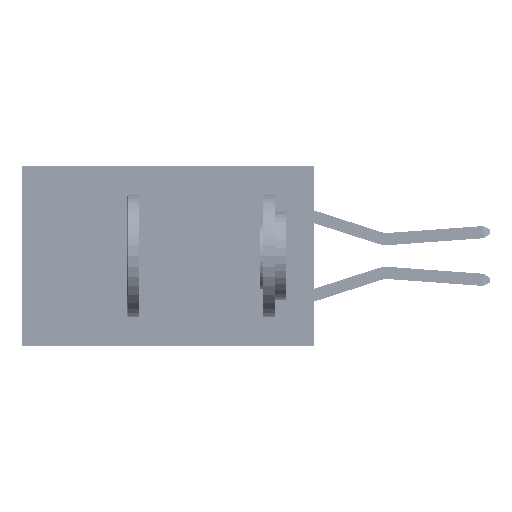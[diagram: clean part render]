
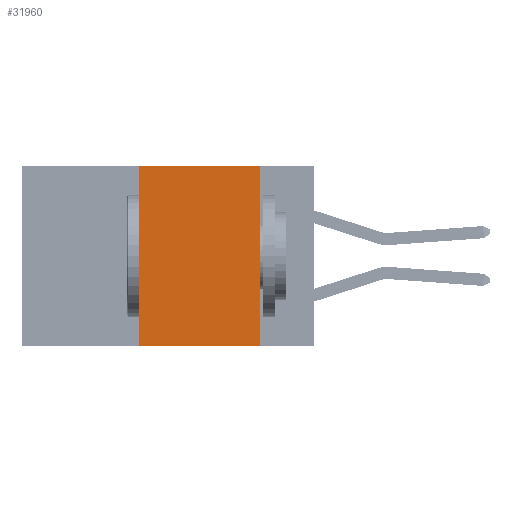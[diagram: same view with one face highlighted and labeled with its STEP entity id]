
A CAD part, left-side view. The second image highlights one B-rep face of the part: STEP entity #31960.
In plain terms, the highlighted planar face has unit normal (-1, 0, 0).
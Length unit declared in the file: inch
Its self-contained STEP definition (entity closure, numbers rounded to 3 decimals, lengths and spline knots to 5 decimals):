
#282 = ORIENTED_EDGE ( 'NONE', *, *, #7350, .F. ) ;
#1069 = FACE_OUTER_BOUND ( 'NONE', #37881, .T. ) ;
#2463 = DIRECTION ( 'NONE',  ( 0., -1., 0. ) ) ;
#3594 = DIRECTION ( 'NONE',  ( 0., 0., -1. ) ) ;
#4860 = LINE ( 'NONE', #47322, #44259 ) ;
#5006 = CARTESIAN_POINT ( 'NONE',  ( 0., 0.11, -0.37 ) ) ;
#7178 = VECTOR ( 'NONE', #24710, 39.37008 ) ;
#7306 = CARTESIAN_POINT ( 'NONE',  ( 0., 0.6, 0. ) ) ;
#7350 = EDGE_CURVE ( 'NONE', #15881, #45316, #17357, .T. ) ;
#15564 = LINE ( 'NONE', #48293, #25694 ) ;
#15881 = VERTEX_POINT ( 'NONE', #46930 ) ;
#17086 = DIRECTION ( 'NONE',  ( 0., 0., -1. ) ) ;
#17357 = LINE ( 'NONE', #47278, #7178 ) ;
#17918 = CARTESIAN_POINT ( 'NONE',  ( 0., 0.6, 0. ) ) ;
#18866 = PLANE ( 'NONE',  #29205 ) ;
#20022 = VERTEX_POINT ( 'NONE', #5006 ) ;
#23747 = ORIENTED_EDGE ( 'NONE', *, *, #47524, .F. ) ;
#24710 = DIRECTION ( 'NONE',  ( 0., 0., 1. ) ) ;
#25574 = DIRECTION ( 'NONE',  ( 0., -1., 0. ) ) ;
#25694 = VECTOR ( 'NONE', #25574, 39.37008 ) ;
#26529 = DIRECTION ( 'NONE',  ( 1., 0., 0. ) ) ;
#27870 = EDGE_CURVE ( 'NONE', #48117, #20022, #4860, .T. ) ;
#29205 = AXIS2_PLACEMENT_3D ( 'NONE', #7306, #26529, #3594 ) ;
#31960 = ADVANCED_FACE ( 'NONE', ( #1069 ), #18866, .F. ) ;
#37881 = EDGE_LOOP ( 'NONE', ( #42818, #23747, #282, #41079 ) ) ;
#41079 = ORIENTED_EDGE ( 'NONE', *, *, #47521, .T. ) ;
#42775 = CARTESIAN_POINT ( 'NONE',  ( 0., 0.36, 0. ) ) ;
#42818 = ORIENTED_EDGE ( 'NONE', *, *, #27870, .F. ) ;
#44259 = VECTOR ( 'NONE', #17086, 39.37008 ) ;
#44733 = VECTOR ( 'NONE', #2463, 39.37008 ) ;
#45316 = VERTEX_POINT ( 'NONE', #42775 ) ;
#46930 = CARTESIAN_POINT ( 'NONE',  ( 0., 0.36, -0.37 ) ) ;
#47079 = LINE ( 'NONE', #17918, #44733 ) ;
#47278 = CARTESIAN_POINT ( 'NONE',  ( 0., 0.36, 0. ) ) ;
#47322 = CARTESIAN_POINT ( 'NONE',  ( 0., 0.11, 0. ) ) ;
#47521 = EDGE_CURVE ( 'NONE', #15881, #20022, #15564, .T. ) ;
#47524 = EDGE_CURVE ( 'NONE', #45316, #48117, #47079, .T. ) ;
#48117 = VERTEX_POINT ( 'NONE', #48942 ) ;
#48293 = CARTESIAN_POINT ( 'NONE',  ( 0., 0.6, -0.37 ) ) ;
#48942 = CARTESIAN_POINT ( 'NONE',  ( 0., 0.11, 0. ) ) ;
